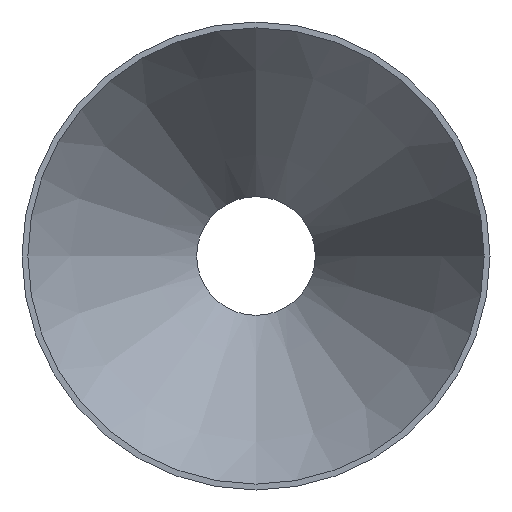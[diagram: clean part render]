
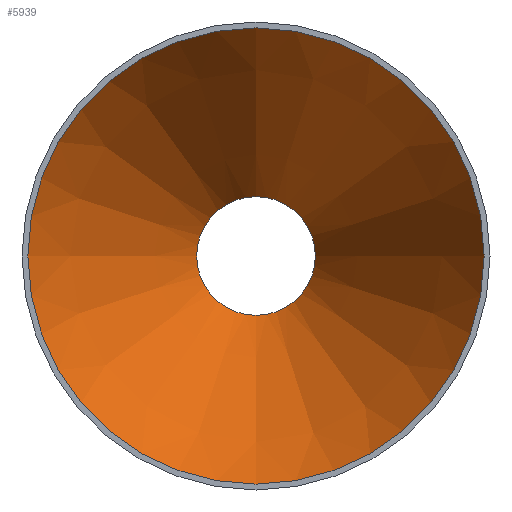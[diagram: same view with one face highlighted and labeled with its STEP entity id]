
A CAD part, front view. The second image highlights one B-rep face of the part: STEP entity #5939.
In plain terms, the highlighted conical face has half-angle 28.947 degrees and reference radius 133.072 mm.
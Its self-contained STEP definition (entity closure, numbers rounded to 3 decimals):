
#3173 = CARTESIAN_POINT ( 'NONE',  ( 0., 0., 0. ) ) ;
#4030 = ORIENTED_EDGE ( 'NONE', *, *, #28786, .T. ) ;
#5785 = DIRECTION ( 'NONE',  ( 0., -1., 0. ) ) ;
#5939 = ADVANCED_FACE ( 'NONE', ( #11985, #17364 ), #27637, .F. ) ;
#6229 = DIRECTION ( 'NONE',  ( 0., 0., -1. ) ) ;
#7317 = CIRCLE ( 'NONE', #22874, 34.622 ) ;
#7839 = EDGE_CURVE ( 'NONE', #11727, #11727, #7317, .T. ) ;
#10481 = DIRECTION ( 'NONE',  ( 0., 0., -1. ) ) ;
#11383 = VERTEX_POINT ( 'NONE', #16766 ) ;
#11727 = VERTEX_POINT ( 'NONE', #17110 ) ;
#11985 = FACE_BOUND ( 'NONE', #21535, .T. ) ;
#14636 = EDGE_LOOP ( 'NONE', ( #4030 ) ) ;
#16766 = CARTESIAN_POINT ( 'NONE',  ( 0., 0., -133.072 ) ) ;
#17110 = CARTESIAN_POINT ( 'NONE',  ( 0., 178., -34.622 ) ) ;
#17364 = FACE_OUTER_BOUND ( 'NONE', #14636, .T. ) ;
#19108 = DIRECTION ( 'NONE',  ( 0., -1., 0. ) ) ;
#21535 = EDGE_LOOP ( 'NONE', ( #25056 ) ) ;
#22874 = AXIS2_PLACEMENT_3D ( 'NONE', #30030, #19108, #6229 ) ;
#22973 = AXIS2_PLACEMENT_3D ( 'NONE', #3173, #5785, #10481 ) ;
#24652 = CIRCLE ( 'NONE', #22973, 133.072 ) ;
#25056 = ORIENTED_EDGE ( 'NONE', *, *, #7839, .F. ) ;
#27637 = CONICAL_SURFACE ( 'NONE', #32639, 133.072, 0.505 ) ;
#27941 = DIRECTION ( 'NONE',  ( 0., 0., -1. ) ) ;
#28786 = EDGE_CURVE ( 'NONE', #11383, #11383, #24652, .T. ) ;
#30030 = CARTESIAN_POINT ( 'NONE',  ( 0., 178., 0. ) ) ;
#30727 = CARTESIAN_POINT ( 'NONE',  ( 0., 0., 0. ) ) ;
#32639 = AXIS2_PLACEMENT_3D ( 'NONE', #30727, #33173, #27941 ) ;
#33173 = DIRECTION ( 'NONE',  ( 0., -1., 0. ) ) ;
